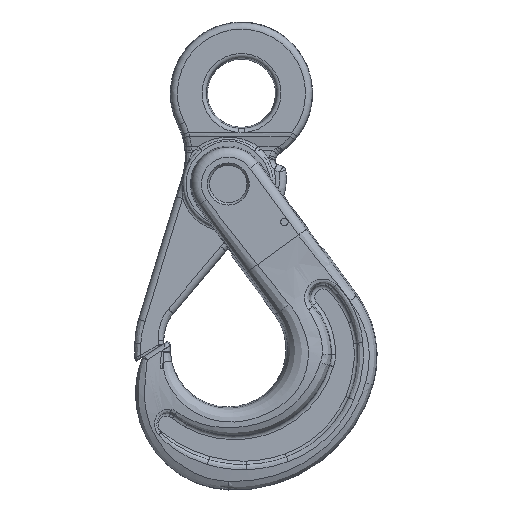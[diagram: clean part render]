
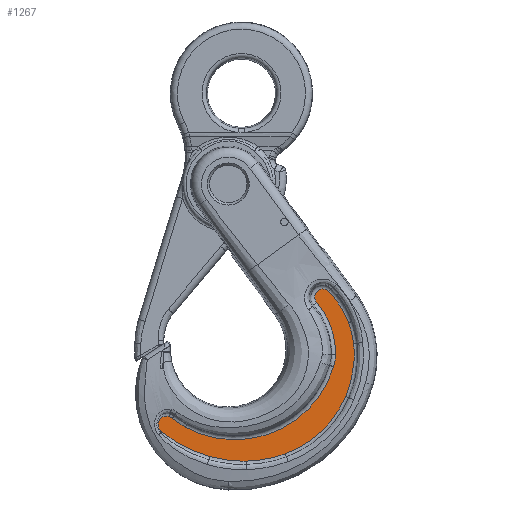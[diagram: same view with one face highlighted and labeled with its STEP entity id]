
A CAD part, top view. The second image highlights one B-rep face of the part: STEP entity #1267.
In plain terms, the highlighted planar face has unit normal (0, 0, 1).
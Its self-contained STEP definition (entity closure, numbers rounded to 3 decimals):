
#790=B_SPLINE_CURVE_WITH_KNOTS('',3,(#24409,#24410,#24411,#24412),
 .UNSPECIFIED.,.F.,.F.,(4,4),(0.,1.),.UNSPECIFIED.);
#791=B_SPLINE_CURVE_WITH_KNOTS('',3,(#24415,#24416,#24417,#24418),
 .UNSPECIFIED.,.F.,.F.,(4,4),(0.,1.),.UNSPECIFIED.);
#792=B_SPLINE_CURVE_WITH_KNOTS('',3,(#24420,#24421,#24422,#24423,#24424,
#24425,#24426,#24427,#24428,#24429),.UNSPECIFIED.,.F.,.F.,(4,2,2,2,4),(0.,
0.25,0.5,0.75,1.),.UNSPECIFIED.);
#793=B_SPLINE_CURVE_WITH_KNOTS('',3,(#24431,#24432,#24433,#24434,#24435,
#24436,#24437,#24438),.UNSPECIFIED.,.F.,.F.,(4,2,2,4),(0.,0.5,0.75,1.),
 .UNSPECIFIED.);
#794=B_SPLINE_CURVE_WITH_KNOTS('',3,(#24440,#24441,#24442,#24443),
 .UNSPECIFIED.,.F.,.F.,(4,4),(0.,1.),.UNSPECIFIED.);
#795=B_SPLINE_CURVE_WITH_KNOTS('',3,(#24451,#24452,#24453,#24454),
 .UNSPECIFIED.,.F.,.F.,(4,4),(0.,1.),.UNSPECIFIED.);
#796=B_SPLINE_CURVE_WITH_KNOTS('',3,(#24458,#24459,#24460,#24461),
 .UNSPECIFIED.,.F.,.F.,(4,4),(0.,1.),.UNSPECIFIED.);
#797=B_SPLINE_CURVE_WITH_KNOTS('',3,(#24463,#24464,#24465,#24466,#24467,
#24468,#24469,#24470,#24471,#24472),.UNSPECIFIED.,.F.,.F.,(4,3,3,4),(0.,
0.342,0.684,1.),.UNSPECIFIED.);
#798=B_SPLINE_CURVE_WITH_KNOTS('',3,(#24474,#24475,#24476,#24477,#24478,
#24479,#24480,#24481,#24482,#24483),.UNSPECIFIED.,.F.,.F.,(4,2,2,2,4),(0.,
0.25,0.5,0.75,1.),.UNSPECIFIED.);
#799=B_SPLINE_CURVE_WITH_KNOTS('',3,(#24485,#24486,#24487,#24488,#24489,
#24490),.UNSPECIFIED.,.F.,.F.,(4,2,4),(0.,0.5,1.),.UNSPECIFIED.);
#1267=ADVANCED_FACE('',(#1910),#1751,.F.);
#1751=PLANE('',#8758);
#1910=FACE_OUTER_BOUND('',#2449,.T.);
#2449=EDGE_LOOP('',(#4030,#4031,#4032,#4033,#4034,#4035,#4036,#4037,#4038,
#4039,#4040,#4041,#4042,#4043));
#4030=ORIENTED_EDGE('',*,*,#7200,.T.);
#4031=ORIENTED_EDGE('',*,*,#7201,.T.);
#4032=ORIENTED_EDGE('',*,*,#7202,.T.);
#4033=ORIENTED_EDGE('',*,*,#7203,.T.);
#4034=ORIENTED_EDGE('',*,*,#7204,.T.);
#4035=ORIENTED_EDGE('',*,*,#7205,.T.);
#4036=ORIENTED_EDGE('',*,*,#7206,.T.);
#4037=ORIENTED_EDGE('',*,*,#7207,.T.);
#4038=ORIENTED_EDGE('',*,*,#7208,.T.);
#4039=ORIENTED_EDGE('',*,*,#7209,.T.);
#4040=ORIENTED_EDGE('',*,*,#7210,.T.);
#4041=ORIENTED_EDGE('',*,*,#7211,.T.);
#4042=ORIENTED_EDGE('',*,*,#7212,.T.);
#4043=ORIENTED_EDGE('',*,*,#7213,.T.);
#6352=VERTEX_POINT('',#24413);
#6353=VERTEX_POINT('',#24414);
#6354=VERTEX_POINT('',#24419);
#6355=VERTEX_POINT('',#24430);
#6356=VERTEX_POINT('',#24439);
#6357=VERTEX_POINT('',#24444);
#6358=VERTEX_POINT('',#24446);
#6359=VERTEX_POINT('',#24448);
#6360=VERTEX_POINT('',#24450);
#6361=VERTEX_POINT('',#24455);
#6362=VERTEX_POINT('',#24457);
#6363=VERTEX_POINT('',#24462);
#6364=VERTEX_POINT('',#24473);
#6365=VERTEX_POINT('',#24484);
#7200=EDGE_CURVE('',#6352,#6353,#790,.T.);
#7201=EDGE_CURVE('',#6353,#6354,#791,.T.);
#7202=EDGE_CURVE('',#6354,#6355,#792,.T.);
#7203=EDGE_CURVE('',#6355,#6356,#793,.T.);
#7204=EDGE_CURVE('',#6356,#6357,#794,.T.);
#7205=EDGE_CURVE('',#6357,#6358,#8274,.T.);
#7206=EDGE_CURVE('',#6358,#6359,#8275,.T.);
#7207=EDGE_CURVE('',#6359,#6360,#8276,.T.);
#7208=EDGE_CURVE('',#6360,#6361,#795,.T.);
#7209=EDGE_CURVE('',#6361,#6362,#8277,.T.);
#7210=EDGE_CURVE('',#6362,#6363,#796,.T.);
#7211=EDGE_CURVE('',#6363,#6364,#797,.T.);
#7212=EDGE_CURVE('',#6364,#6365,#798,.T.);
#7213=EDGE_CURVE('',#6365,#6352,#799,.T.);
#8274=CIRCLE('',#8754,104.785);
#8275=CIRCLE('',#8755,9.805);
#8276=CIRCLE('',#8756,93.972);
#8277=CIRCLE('',#8757,124.899);
#8754=AXIS2_PLACEMENT_3D('',#24445,#9728,#9729);
#8755=AXIS2_PLACEMENT_3D('',#24447,#9730,#9731);
#8756=AXIS2_PLACEMENT_3D('',#24449,#9732,#9733);
#8757=AXIS2_PLACEMENT_3D('',#24456,#9734,#9735);
#8758=AXIS2_PLACEMENT_3D('',#24491,#9736,#9737);
#9728=DIRECTION('',(0.,0.,1.));
#9729=DIRECTION('',(1.,0.,0.));
#9730=DIRECTION('',(0.,0.,1.));
#9731=DIRECTION('',(1.,0.,0.));
#9732=DIRECTION('',(0.,0.,-1.));
#9733=DIRECTION('',(1.,0.,0.));
#9734=DIRECTION('',(0.,0.,-1.));
#9735=DIRECTION('',(1.,0.,0.));
#9736=DIRECTION('',(0.,0.,-1.));
#9737=DIRECTION('',(1.,0.,0.));
#24409=CARTESIAN_POINT('',(-22.445,-129.831,15.));
#24410=CARTESIAN_POINT('',(-8.092,-133.731,15.));
#24411=CARTESIAN_POINT('',(6.714,-135.804,15.));
#24412=CARTESIAN_POINT('',(21.585,-135.514,15.));
#24413=CARTESIAN_POINT('',(-22.445,-129.831,15.));
#24414=CARTESIAN_POINT('',(21.585,-135.514,15.));
#24415=CARTESIAN_POINT('',(21.585,-135.514,15.));
#24416=CARTESIAN_POINT('',(37.787,-135.198,15.));
#24417=CARTESIAN_POINT('',(53.817,-132.177,15.));
#24418=CARTESIAN_POINT('',(69.031,-126.598,15.));
#24419=CARTESIAN_POINT('',(69.031,-126.598,15.));
#24420=CARTESIAN_POINT('',(69.031,-126.598,15.));
#24421=CARTESIAN_POINT('',(77.219,-123.594,15.));
#24422=CARTESIAN_POINT('',(84.973,-119.803,15.));
#24423=CARTESIAN_POINT('',(99.638,-110.697,15.));
#24424=CARTESIAN_POINT('',(106.595,-105.32,15.));
#24425=CARTESIAN_POINT('',(119.086,-93.446,15.));
#24426=CARTESIAN_POINT('',(124.693,-86.921,15.));
#24427=CARTESIAN_POINT('',(134.6,-72.665,15.));
#24428=CARTESIAN_POINT('',(138.831,-65.013,15.));
#24429=CARTESIAN_POINT('',(142.241,-56.986,15.));
#24430=CARTESIAN_POINT('',(142.241,-56.986,15.));
#24431=CARTESIAN_POINT('',(142.241,-56.986,15.));
#24432=CARTESIAN_POINT('',(146.514,-46.926,15.));
#24433=CARTESIAN_POINT('',(149.434,-36.441,15.));
#24434=CARTESIAN_POINT('',(151.861,-20.372,15.));
#24435=CARTESIAN_POINT('',(152.347,-14.918,15.));
#24436=CARTESIAN_POINT('',(152.642,-4.029,15.));
#24437=CARTESIAN_POINT('',(152.495,1.41,15.));
#24438=CARTESIAN_POINT('',(151.816,6.84,15.));
#24439=CARTESIAN_POINT('',(151.816,6.84,15.));
#24440=CARTESIAN_POINT('',(151.816,6.84,15.));
#24441=CARTESIAN_POINT('',(150.746,15.402,15.));
#24442=CARTESIAN_POINT('',(148.484,23.721,15.));
#24443=CARTESIAN_POINT('',(145.563,31.829,15.));
#24444=CARTESIAN_POINT('',(145.563,31.829,15.));
#24445=CARTESIAN_POINT('',(46.979,-3.683,15.));
#24446=CARTESIAN_POINT('',(121.492,69.99,15.));
#24447=CARTESIAN_POINT('',(114.52,63.097,15.));
#24448=CARTESIAN_POINT('',(107.093,56.696,15.));
#24449=CARTESIAN_POINT('',(35.913,-4.657,15.));
#24450=CARTESIAN_POINT('',(129.867,-6.502,15.));
#24451=CARTESIAN_POINT('',(129.867,-6.502,15.));
#24452=CARTESIAN_POINT('',(129.768,-11.534,15.));
#24453=CARTESIAN_POINT('',(128.983,-16.457,15.));
#24454=CARTESIAN_POINT('',(127.513,-21.27,15.));
#24455=CARTESIAN_POINT('',(127.513,-21.27,15.));
#24456=CARTESIAN_POINT('',(8.067,15.235,15.));
#24457=CARTESIAN_POINT('',(-51.769,-94.398,15.));
#24458=CARTESIAN_POINT('',(-51.769,-94.398,15.));
#24459=CARTESIAN_POINT('',(-57.432,-91.307,15.));
#24460=CARTESIAN_POINT('',(-62.768,-87.749,15.));
#24461=CARTESIAN_POINT('',(-67.688,-83.598,15.));
#24462=CARTESIAN_POINT('',(-67.688,-83.598,15.));
#24463=CARTESIAN_POINT('',(-67.688,-83.598,15.));
#24464=CARTESIAN_POINT('',(-68.038,-83.302,15.));
#24465=CARTESIAN_POINT('',(-68.407,-83.028,15.));
#24466=CARTESIAN_POINT('',(-68.789,-82.773,15.));
#24467=CARTESIAN_POINT('',(-69.171,-82.519,15.));
#24468=CARTESIAN_POINT('',(-69.569,-82.286,15.));
#24469=CARTESIAN_POINT('',(-69.977,-82.076,15.));
#24470=CARTESIAN_POINT('',(-70.355,-81.883,15.));
#24471=CARTESIAN_POINT('',(-70.743,-81.708,15.));
#24472=CARTESIAN_POINT('',(-71.138,-81.553,15.));
#24473=CARTESIAN_POINT('',(-71.138,-81.553,15.));
#24474=CARTESIAN_POINT('',(-71.138,-81.553,15.));
#24475=CARTESIAN_POINT('',(-73.459,-80.645,15.));
#24476=CARTESIAN_POINT('',(-76.096,-80.673,15.));
#24477=CARTESIAN_POINT('',(-80.698,-82.539,15.));
#24478=CARTESIAN_POINT('',(-82.6,-84.316,15.));
#24479=CARTESIAN_POINT('',(-84.878,-88.74,15.));
#24480=CARTESIAN_POINT('',(-85.224,-91.302,15.));
#24481=CARTESIAN_POINT('',(-84.186,-96.178,15.));
#24482=CARTESIAN_POINT('',(-82.836,-98.375,15.));
#24483=CARTESIAN_POINT('',(-80.887,-99.937,15.));
#24484=CARTESIAN_POINT('',(-80.887,-99.937,15.));
#24485=CARTESIAN_POINT('',(-80.887,-99.937,15.));
#24486=CARTESIAN_POINT('',(-72.278,-106.837,15.));
#24487=CARTESIAN_POINT('',(-63.012,-112.923,15.));
#24488=CARTESIAN_POINT('',(-43.415,-122.952,15.));
#24489=CARTESIAN_POINT('',(-33.092,-126.937,15.));
#24490=CARTESIAN_POINT('',(-22.445,-129.831,15.));
#24491=CARTESIAN_POINT('',(-27.364,-40.159,15.));
